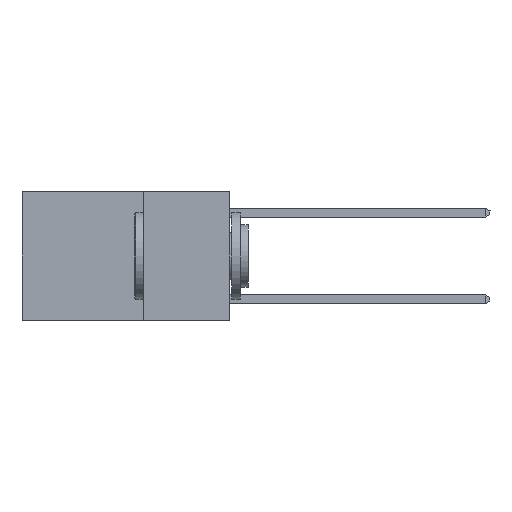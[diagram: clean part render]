
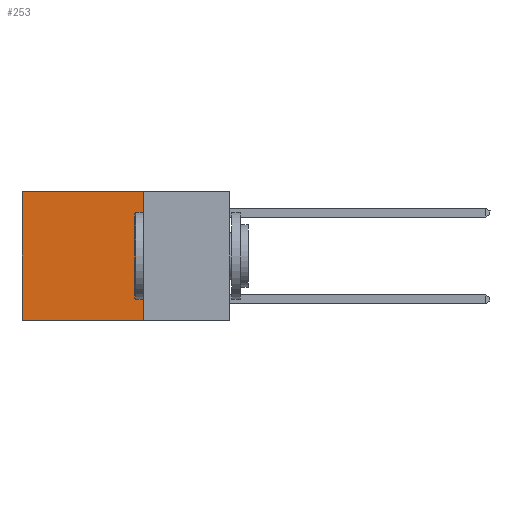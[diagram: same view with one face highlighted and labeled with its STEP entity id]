
A CAD part, left-side view. The second image highlights one B-rep face of the part: STEP entity #253.
In plain terms, the highlighted planar face has unit normal (-1, 0, 0).
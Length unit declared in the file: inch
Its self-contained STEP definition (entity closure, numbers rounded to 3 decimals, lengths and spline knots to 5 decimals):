
#253 = ADVANCED_FACE ( 'NONE', ( #4788 ), #11910, .F. ) ;
#299 = EDGE_CURVE ( 'NONE', #4528, #615, #4662, .T. ) ;
#401 = CARTESIAN_POINT ( 'NONE',  ( 0.2625, 0.6, 0. ) ) ;
#463 = EDGE_CURVE ( 'NONE', #7108, #615, #1371, .T. ) ;
#515 = DIRECTION ( 'NONE',  ( 0., 1., 0. ) ) ;
#615 = VERTEX_POINT ( 'NONE', #11637 ) ;
#1228 = VERTEX_POINT ( 'NONE', #11021 ) ;
#1371 = LINE ( 'NONE', #4368, #11396 ) ;
#1438 = EDGE_CURVE ( 'NONE', #1228, #4528, #12569, .T. ) ;
#2765 = DIRECTION ( 'NONE',  ( 1., 0., 0. ) ) ;
#2858 = VECTOR ( 'NONE', #8580, 39.37008 ) ;
#3809 = DIRECTION ( 'NONE',  ( 0., 0., -1. ) ) ;
#4033 = VECTOR ( 'NONE', #7247, 39.37008 ) ;
#4052 = ORIENTED_EDGE ( 'NONE', *, *, #1438, .T. ) ;
#4093 = EDGE_CURVE ( 'NONE', #1228, #7108, #10738, .T. ) ;
#4136 = ORIENTED_EDGE ( 'NONE', *, *, #463, .F. ) ;
#4368 = CARTESIAN_POINT ( 'NONE',  ( 0.2625, 0.25, -0.37 ) ) ;
#4528 = VERTEX_POINT ( 'NONE', #401 ) ;
#4662 = LINE ( 'NONE', #8643, #11386 ) ;
#4788 = FACE_OUTER_BOUND ( 'NONE', #5306, .T. ) ;
#5306 = EDGE_LOOP ( 'NONE', ( #7144, #4136, #12256, #4052 ) ) ;
#6946 = AXIS2_PLACEMENT_3D ( 'NONE', #8778, #2765, #3809 ) ;
#7108 = VERTEX_POINT ( 'NONE', #8394 ) ;
#7144 = ORIENTED_EDGE ( 'NONE', *, *, #299, .T. ) ;
#7247 = DIRECTION ( 'NONE',  ( 0., 1., 0. ) ) ;
#8394 = CARTESIAN_POINT ( 'NONE',  ( 0.2625, 0.25, -0.37 ) ) ;
#8580 = DIRECTION ( 'NONE',  ( 0., 0., -1. ) ) ;
#8643 = CARTESIAN_POINT ( 'NONE',  ( 0.2625, 0.6, 0. ) ) ;
#8778 = CARTESIAN_POINT ( 'NONE',  ( 0.2625, 0.25, 0. ) ) ;
#9793 = DIRECTION ( 'NONE',  ( 0., 0., -1. ) ) ;
#10534 = CARTESIAN_POINT ( 'NONE',  ( 0.2625, 0.25, 0. ) ) ;
#10738 = LINE ( 'NONE', #12765, #2858 ) ;
#11021 = CARTESIAN_POINT ( 'NONE',  ( 0.2625, 0.25, 0. ) ) ;
#11386 = VECTOR ( 'NONE', #9793, 39.37008 ) ;
#11396 = VECTOR ( 'NONE', #515, 39.37008 ) ;
#11637 = CARTESIAN_POINT ( 'NONE',  ( 0.2625, 0.6, -0.37 ) ) ;
#11910 = PLANE ( 'NONE',  #6946 ) ;
#12256 = ORIENTED_EDGE ( 'NONE', *, *, #4093, .F. ) ;
#12569 = LINE ( 'NONE', #10534, #4033 ) ;
#12765 = CARTESIAN_POINT ( 'NONE',  ( 0.2625, 0.25, 0. ) ) ;
